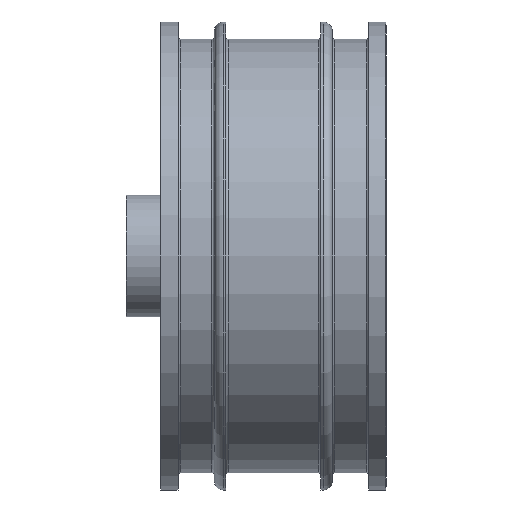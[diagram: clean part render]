
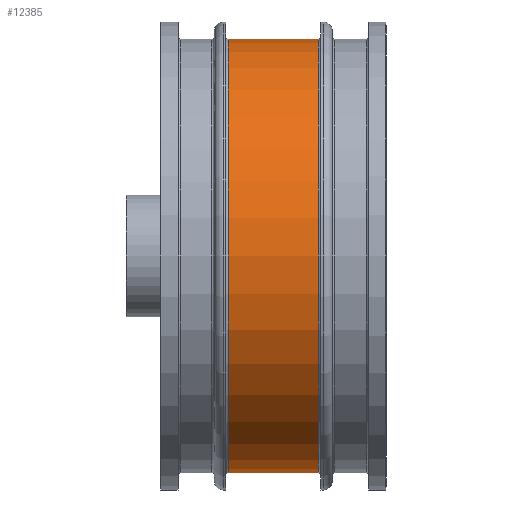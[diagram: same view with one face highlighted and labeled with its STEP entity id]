
A CAD part, front view. The second image highlights one B-rep face of the part: STEP entity #12385.
In plain terms, the highlighted cylindrical face has radius 25 mm (diameter 50 mm), a partial arc.
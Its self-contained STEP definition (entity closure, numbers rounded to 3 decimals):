
#45 = EDGE_CURVE ( 'NONE', #6597, #4366, #12702, .T. ) ;
#96 = LINE ( 'NONE', #1850, #8295 ) ;
#224 = VERTEX_POINT ( 'NONE', #11724 ) ;
#351 = DIRECTION ( 'NONE',  ( -1., 0., 0. ) ) ;
#490 = DIRECTION ( 'NONE',  ( 0., 0., 1. ) ) ;
#1743 = AXIS2_PLACEMENT_3D ( 'NONE', #12324, #13229, #9123 ) ;
#1850 = CARTESIAN_POINT ( 'NONE',  ( -25.289, 0., -25. ) ) ;
#2757 = CIRCLE ( 'NONE', #1743, 25. ) ;
#3201 = EDGE_CURVE ( 'NONE', #6782, #6597, #2757, .T. ) ;
#3434 = AXIS2_PLACEMENT_3D ( 'NONE', #7615, #9718, #4598 ) ;
#4366 = VERTEX_POINT ( 'NONE', #6834 ) ;
#4598 = DIRECTION ( 'NONE',  ( 0., 0., 1. ) ) ;
#5457 = AXIS2_PLACEMENT_3D ( 'NONE', #6645, #8739, #490 ) ;
#6033 = DIRECTION ( 'NONE',  ( -1., 0., 0. ) ) ;
#6386 = CYLINDRICAL_SURFACE ( 'NONE', #3434, 25. ) ;
#6478 = CARTESIAN_POINT ( 'NONE',  ( 5.2, 0., 25. ) ) ;
#6597 = VERTEX_POINT ( 'NONE', #6478 ) ;
#6645 = CARTESIAN_POINT ( 'NONE',  ( -5.2, 0., 0. ) ) ;
#6771 = ORIENTED_EDGE ( 'NONE', *, *, #10966, .F. ) ;
#6782 = VERTEX_POINT ( 'NONE', #8072 ) ;
#6834 = CARTESIAN_POINT ( 'NONE',  ( -5.2, 0., 25. ) ) ;
#7192 = FACE_OUTER_BOUND ( 'NONE', #7902, .T. ) ;
#7615 = CARTESIAN_POINT ( 'NONE',  ( -25.289, 0., 0. ) ) ;
#7902 = EDGE_LOOP ( 'NONE', ( #11250, #9449, #8604, #6771 ) ) ;
#8072 = CARTESIAN_POINT ( 'NONE',  ( 5.2, 0., -25. ) ) ;
#8295 = VECTOR ( 'NONE', #6033, 1000. ) ;
#8502 = CARTESIAN_POINT ( 'NONE',  ( -25.289, 0., 25. ) ) ;
#8604 = ORIENTED_EDGE ( 'NONE', *, *, #45, .T. ) ;
#8739 = DIRECTION ( 'NONE',  ( -1., 0., 0. ) ) ;
#9123 = DIRECTION ( 'NONE',  ( 0., 0., 1. ) ) ;
#9449 = ORIENTED_EDGE ( 'NONE', *, *, #3201, .T. ) ;
#9718 = DIRECTION ( 'NONE',  ( -1., 0., 0. ) ) ;
#9946 = VECTOR ( 'NONE', #351, 1000. ) ;
#10966 = EDGE_CURVE ( 'NONE', #224, #4366, #12682, .T. ) ;
#11250 = ORIENTED_EDGE ( 'NONE', *, *, #12163, .F. ) ;
#11724 = CARTESIAN_POINT ( 'NONE',  ( -5.2, 0., -25. ) ) ;
#12163 = EDGE_CURVE ( 'NONE', #6782, #224, #96, .T. ) ;
#12324 = CARTESIAN_POINT ( 'NONE',  ( 5.2, 0., 0. ) ) ;
#12385 = ADVANCED_FACE ( 'NONE', ( #7192 ), #6386, .T. ) ;
#12682 = CIRCLE ( 'NONE', #5457, 25. ) ;
#12702 = LINE ( 'NONE', #8502, #9946 ) ;
#13229 = DIRECTION ( 'NONE',  ( -1., 0., 0. ) ) ;
